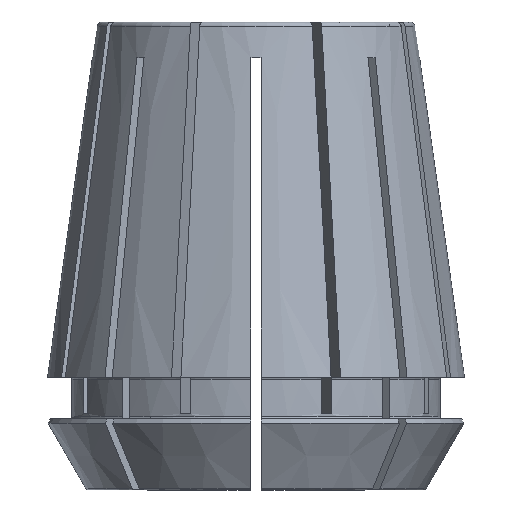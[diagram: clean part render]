
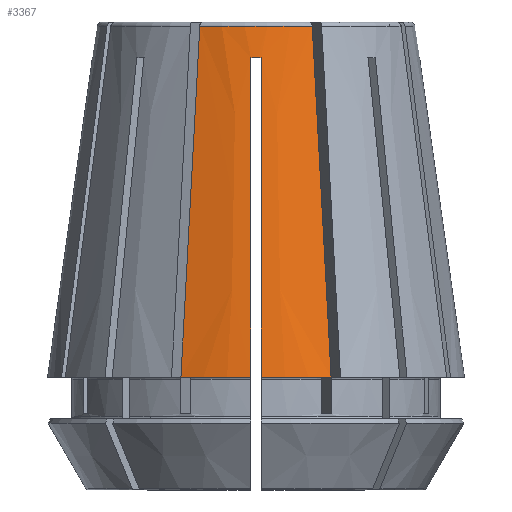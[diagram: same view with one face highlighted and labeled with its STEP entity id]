
A CAD part, left-side view. The second image highlights one B-rep face of the part: STEP entity #3367.
In plain terms, the highlighted conical face has half-angle 8 degrees and reference radius 20.5 mm.
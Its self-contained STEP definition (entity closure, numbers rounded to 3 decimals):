
#129=CONICAL_SURFACE('',#3727,20.5,0.14);
#249=B_SPLINE_CURVE_WITH_KNOTS('',3,(#5819,#5820,#5821,#5822,#5823,#5824,
#5825),.UNSPECIFIED.,.F.,.F.,(4,3,4),(0.,0.027,
0.035),.UNSPECIFIED.);
#270=B_SPLINE_CURVE_WITH_KNOTS('',3,(#6055,#6056,#6057,#6058,#6059,#6060,
#6061),.UNSPECIFIED.,.F.,.F.,(4,3,4),(0.,0.027,
0.035),.UNSPECIFIED.);
#277=B_SPLINE_CURVE_WITH_KNOTS('',3,(#6124,#6125,#6126,#6127,#6128,#6129,
#6130),.UNSPECIFIED.,.F.,.F.,(4,3,4),(0.025,0.029,
0.057),.UNSPECIFIED.);
#279=B_SPLINE_CURVE_WITH_KNOTS('',3,(#6136,#6137,#6138,#6139,#6140,#6141,
#6142),.UNSPECIFIED.,.F.,.F.,(4,3,4),(0.025,0.029,
0.057),.UNSPECIFIED.);
#393=CIRCLE('',#3472,20.5);
#449=CIRCLE('',#3573,20.5);
#453=CIRCLE('',#3580,15.656);
#514=CIRCLE('',#3708,16.087);
#1456=ORIENTED_EDGE('',*,*,#1842,.T.);
#1457=ORIENTED_EDGE('',*,*,#2070,.F.);
#1458=ORIENTED_EDGE('',*,*,#2065,.F.);
#1459=ORIENTED_EDGE('',*,*,#2068,.T.);
#1460=ORIENTED_EDGE('',*,*,#1687,.T.);
#1461=ORIENTED_EDGE('',*,*,#1958,.F.);
#1462=ORIENTED_EDGE('',*,*,#1852,.F.);
#1463=ORIENTED_EDGE('',*,*,#2046,.T.);
#1687=EDGE_CURVE('',#2197,#2199,#393,.T.);
#1842=EDGE_CURVE('',#2318,#2317,#449,.T.);
#1852=EDGE_CURVE('',#2325,#2326,#453,.T.);
#1958=EDGE_CURVE('',#2326,#2199,#249,.T.);
#2046=EDGE_CURVE('',#2325,#2318,#270,.T.);
#2065=EDGE_CURVE('',#2447,#2448,#514,.T.);
#2068=EDGE_CURVE('',#2447,#2197,#277,.T.);
#2070=EDGE_CURVE('',#2448,#2317,#279,.T.);
#2197=VERTEX_POINT('',#4941);
#2199=VERTEX_POINT('',#4945);
#2317=VERTEX_POINT('',#5464);
#2318=VERTEX_POINT('',#5466);
#2325=VERTEX_POINT('',#5494);
#2326=VERTEX_POINT('',#5496);
#2447=VERTEX_POINT('',#6119);
#2448=VERTEX_POINT('',#6120);
#3003=EDGE_LOOP('',(#1456,#1457,#1458,#1459,#1460,#1461,#1462,#1463));
#3181=FACE_BOUND('',#3003,.T.);
#3367=ADVANCED_FACE('',(#3181),#129,.T.);
#3472=AXIS2_PLACEMENT_3D('',#4946,#3940,#3941);
#3573=AXIS2_PLACEMENT_3D('',#5465,#4181,#4182);
#3580=AXIS2_PLACEMENT_3D('',#5495,#4198,#4199);
#3708=AXIS2_PLACEMENT_3D('',#6118,#4546,#4547);
#3727=AXIS2_PLACEMENT_3D('',#6210,#4594,#4595);
#3940=DIRECTION('',(0.,0.,1.));
#3941=DIRECTION('',(1.,0.,0.));
#4181=DIRECTION('',(0.,0.,1.));
#4182=DIRECTION('',(1.,0.,0.));
#4198=DIRECTION('',(0.,0.,1.));
#4199=DIRECTION('',(1.,0.,0.));
#4546=DIRECTION('',(0.,0.,-1.));
#4547=DIRECTION('',(-1.,0.,0.));
#4594=DIRECTION('',(0.,0.,-1.));
#4595=DIRECTION('',(-1.,0.,0.));
#4941=CARTESIAN_POINT('',(-20.494,-0.5,11.3));
#4945=CARTESIAN_POINT('',(-19.125,-7.381,11.3));
#4946=CARTESIAN_POINT('',(0.,0.,11.3));
#5464=CARTESIAN_POINT('',(-20.494,0.5,11.3));
#5465=CARTESIAN_POINT('',(0.,0.,11.3));
#5466=CARTESIAN_POINT('',(-19.125,7.381,11.3));
#5494=CARTESIAN_POINT('',(-14.648,5.526,45.77));
#5495=CARTESIAN_POINT('',(0.,0.,45.77));
#5496=CARTESIAN_POINT('',(-14.648,-5.526,45.77));
#5819=CARTESIAN_POINT('',(-14.648,-5.526,45.77));
#5820=CARTESIAN_POINT('',(-15.826,-6.014,36.697));
#5821=CARTESIAN_POINT('',(-17.005,-6.502,27.624));
#5822=CARTESIAN_POINT('',(-18.183,-6.991,18.552));
#5823=CARTESIAN_POINT('',(-18.497,-7.121,16.134));
#5824=CARTESIAN_POINT('',(-18.811,-7.251,13.717));
#5825=CARTESIAN_POINT('',(-19.125,-7.381,11.3));
#6055=CARTESIAN_POINT('',(-14.648,5.526,45.77));
#6056=CARTESIAN_POINT('',(-15.826,6.014,36.697));
#6057=CARTESIAN_POINT('',(-17.005,6.502,27.624));
#6058=CARTESIAN_POINT('',(-18.183,6.991,18.552));
#6059=CARTESIAN_POINT('',(-18.497,7.121,16.134));
#6060=CARTESIAN_POINT('',(-18.811,7.251,13.717));
#6061=CARTESIAN_POINT('',(-19.125,7.381,11.3));
#6118=CARTESIAN_POINT('',(0.,0.,42.7));
#6119=CARTESIAN_POINT('',(-16.079,-0.5,42.7));
#6120=CARTESIAN_POINT('',(-16.079,0.5,42.7));
#6124=CARTESIAN_POINT('',(-16.079,-0.5,42.7));
#6125=CARTESIAN_POINT('',(-16.269,-0.5,41.348));
#6126=CARTESIAN_POINT('',(-16.459,-0.5,39.997));
#6127=CARTESIAN_POINT('',(-16.649,-0.5,38.645));
#6128=CARTESIAN_POINT('',(-17.931,-0.5,29.53));
#6129=CARTESIAN_POINT('',(-19.212,-0.5,20.415));
#6130=CARTESIAN_POINT('',(-20.494,-0.5,11.3));
#6136=CARTESIAN_POINT('',(-16.079,0.5,42.7));
#6137=CARTESIAN_POINT('',(-16.269,0.5,41.348));
#6138=CARTESIAN_POINT('',(-16.459,0.5,39.997));
#6139=CARTESIAN_POINT('',(-16.649,0.5,38.645));
#6140=CARTESIAN_POINT('',(-17.931,0.5,29.53));
#6141=CARTESIAN_POINT('',(-19.212,0.5,20.415));
#6142=CARTESIAN_POINT('',(-20.494,0.5,11.3));
#6210=CARTESIAN_POINT('',(0.,0.,11.3));
